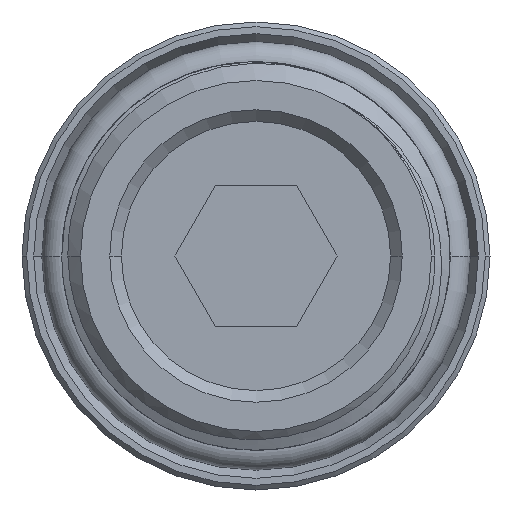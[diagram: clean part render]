
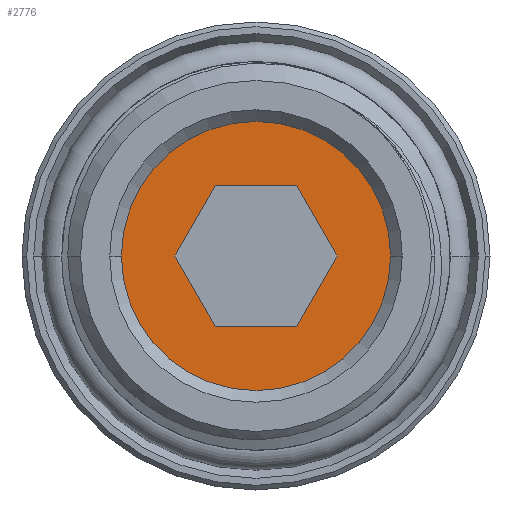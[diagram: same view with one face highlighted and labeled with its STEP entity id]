
A CAD part, front view. The second image highlights one B-rep face of the part: STEP entity #2776.
In plain terms, the highlighted planar face has unit normal (0, -1, 0).
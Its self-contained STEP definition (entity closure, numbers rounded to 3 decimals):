
#1021=CARTESIAN_POINT('',(0.,-14.5,0.));
#1022=DIRECTION('',(0.,1.,0.));
#1023=DIRECTION('',(1.,0.,0.));
#1024=AXIS2_PLACEMENT_3D('',#1021,#1022,#1023);
#1026=CARTESIAN_POINT('',(0.,-14.5,0.));
#1027=DIRECTION('',(0.,-1.,0.));
#1028=DIRECTION('',(1.,0.,0.));
#1029=AXIS2_PLACEMENT_3D('',#1026,#1027,#1028);
#1031=DIRECTION('',(1.,0.,0.));
#1032=VECTOR('',#1031,3.464);
#1033=CARTESIAN_POINT('',(-1.732,-14.5,3.));
#1034=LINE('',#1033,#1032);
#1035=DIRECTION('',(0.5,0.,0.866));
#1036=VECTOR('',#1035,3.464);
#1037=CARTESIAN_POINT('',(-3.464,-14.5,0.));
#1038=LINE('',#1037,#1036);
#1039=DIRECTION('',(-0.5,0.,0.866));
#1040=VECTOR('',#1039,3.464);
#1041=CARTESIAN_POINT('',(-1.732,-14.5,-3.));
#1042=LINE('',#1041,#1040);
#1043=DIRECTION('',(-1.,0.,0.));
#1044=VECTOR('',#1043,3.464);
#1045=CARTESIAN_POINT('',(1.732,-14.5,-3.));
#1046=LINE('',#1045,#1044);
#1047=DIRECTION('',(-0.5,0.,-0.866));
#1048=VECTOR('',#1047,3.464);
#1049=CARTESIAN_POINT('',(3.464,-14.5,0.));
#1050=LINE('',#1049,#1048);
#1051=DIRECTION('',(0.5,0.,-0.866));
#1052=VECTOR('',#1051,3.464);
#1053=CARTESIAN_POINT('',(1.732,-14.5,3.));
#1054=LINE('',#1053,#1052);
#1322=CARTESIAN_POINT('',(-1.732,-14.5,3.));
#1324=VERTEX_POINT('',#1322);
#1326=CARTESIAN_POINT('',(1.732,-14.5,3.));
#1328=VERTEX_POINT('',#1326);
#1330=CARTESIAN_POINT('',(3.464,-14.5,0.));
#1332=VERTEX_POINT('',#1330);
#1334=CARTESIAN_POINT('',(1.732,-14.5,-3.));
#1336=VERTEX_POINT('',#1334);
#1338=CARTESIAN_POINT('',(-1.732,-14.5,-3.));
#1340=VERTEX_POINT('',#1338);
#1342=CARTESIAN_POINT('',(-3.464,-14.5,0.));
#1344=VERTEX_POINT('',#1342);
#1391=CARTESIAN_POINT('',(5.75,-14.5,0.));
#1393=VERTEX_POINT('',#1391);
#1425=CARTESIAN_POINT('',(-5.75,-14.5,0.));
#1427=VERTEX_POINT('',#1425);
#2753=CARTESIAN_POINT('',(0.,-14.5,0.));
#2754=DIRECTION('',(0.,-1.,0.));
#2755=DIRECTION('',(-1.,0.,0.));
#2756=AXIS2_PLACEMENT_3D('',#2753,#2754,#2755);
#2757=PLANE('',#2756);
#2758=ORIENTED_EDGE('',*,*,#2735,.T.);
#2759=ORIENTED_EDGE('',*,*,#2746,.F.);
#2760=EDGE_LOOP('',(#2758,#2759));
#2761=FACE_OUTER_BOUND('',#2760,.F.);
#2763=ORIENTED_EDGE('',*,*,#2762,.F.);
#2765=ORIENTED_EDGE('',*,*,#2764,.F.);
#2767=ORIENTED_EDGE('',*,*,#2766,.F.);
#2769=ORIENTED_EDGE('',*,*,#2768,.F.);
#2771=ORIENTED_EDGE('',*,*,#2770,.F.);
#2773=ORIENTED_EDGE('',*,*,#2772,.F.);
#2774=EDGE_LOOP('',(#2763,#2765,#2767,#2769,#2771,#2773));
#2775=FACE_BOUND('',#2774,.F.);
#2776=ADVANCED_FACE('',(#2761,#2775),#2757,.T.);
#1025=CIRCLE('',#1024,5.75);
#1030=CIRCLE('',#1029,5.75);
#2735=EDGE_CURVE('',#1393,#1427,#1025,.T.);
#2746=EDGE_CURVE('',#1393,#1427,#1030,.T.);
#2762=EDGE_CURVE('',#1324,#1328,#1034,.T.);
#2764=EDGE_CURVE('',#1344,#1324,#1038,.T.);
#2766=EDGE_CURVE('',#1340,#1344,#1042,.T.);
#2768=EDGE_CURVE('',#1336,#1340,#1046,.T.);
#2770=EDGE_CURVE('',#1332,#1336,#1050,.T.);
#2772=EDGE_CURVE('',#1328,#1332,#1054,.T.);
